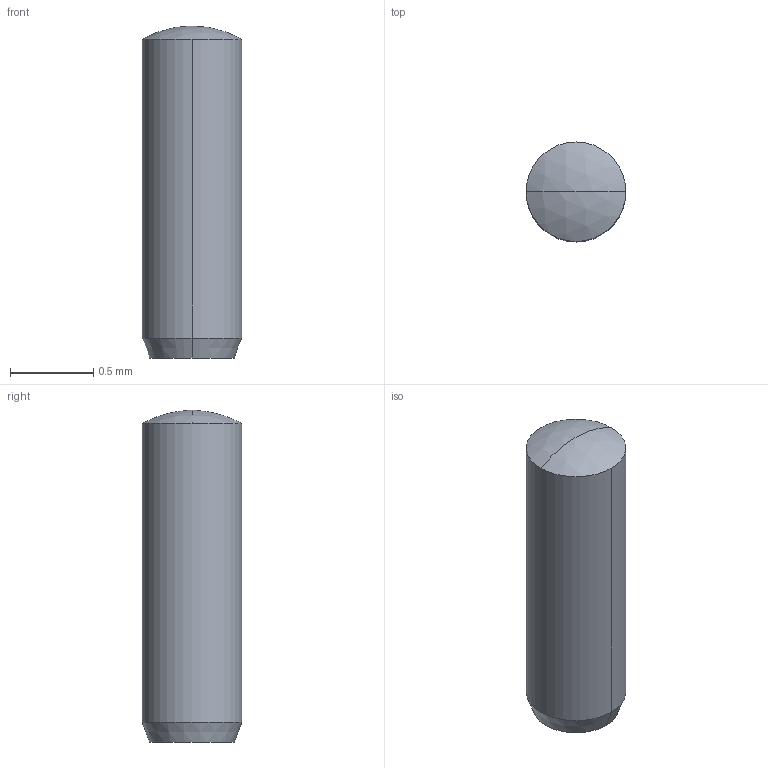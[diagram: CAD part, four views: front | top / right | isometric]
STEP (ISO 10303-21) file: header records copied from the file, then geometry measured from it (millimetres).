
FILE_DESCRIPTION(('STEP AP203'),'1');
FILE_NAME('pin_a_0_6x2_-_nf_e_27-484.stp','2014-04-12T13:30:10',('TraceParts'),('TraceParts S.A.'),'XStep 1.0',' ',' ');
FILE_SCHEMA(('CONFIG_CONTROL_DESIGN'));
Length unit declared in the file: millimetre
Products named in the file (1): 1
Bounding box: 0.6 x 0.6 x 2 mm (x, y, z)
Volume: 0.5 mm3; surface area: 4.1 mm2
Topology: 1 solids, 1 shells, 7 faces, 13 edges, 8 vertices
Faces by surface type: sphere 2, cylinder 2, cone 2, plane 1
Entity records: 224 total; most frequent: DIRECTION 38, CARTESIAN_POINT 29, ORIENTED_EDGE 26, AXIS2_PLACEMENT_3D 17, EDGE_CURVE 13, CIRCLE 9, VERTEX_POINT 8, ADVANCED_FACE 7
